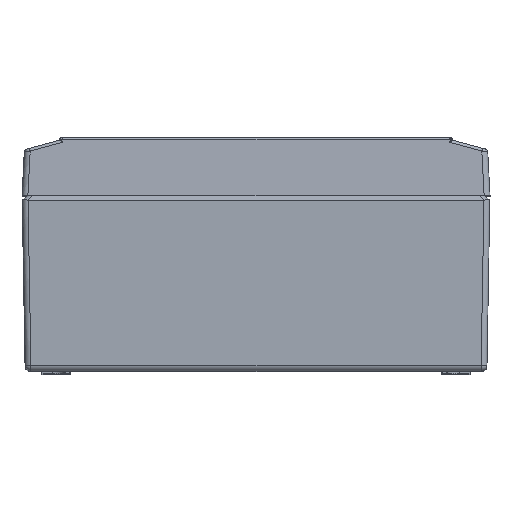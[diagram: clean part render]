
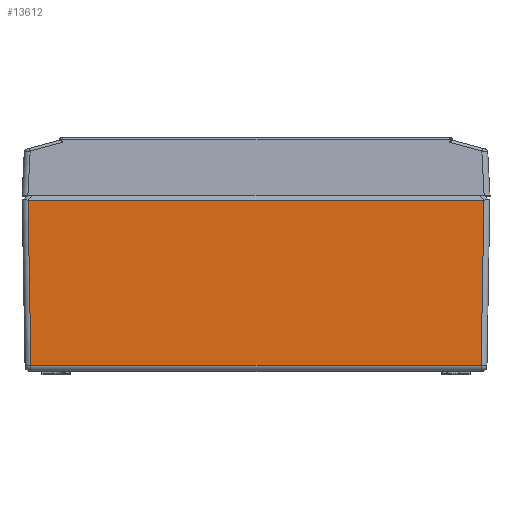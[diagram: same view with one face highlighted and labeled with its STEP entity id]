
A CAD part, top view. The second image highlights one B-rep face of the part: STEP entity #13612.
In plain terms, the highlighted planar face has unit normal (0, -0.018, 1).
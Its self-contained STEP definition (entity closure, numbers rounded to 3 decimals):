
#13597 = VERTEX_POINT ( 'NONE', #29170 ) ;
#13600 = VERTEX_POINT ( 'NONE', #29171 ) ;
#13601 = EDGE_LOOP ( 'NONE', ( #13671, #13670, #13675, #13605 ) ) ;
#13605 = ORIENTED_EDGE ( 'NONE', *, *, #13680, .T. ) ;
#13612 = ADVANCED_FACE ( 'NONE', ( #29196 ), #29176, .T. ) ;
#13622 = VERTEX_POINT ( 'NONE', #29191 ) ;
#13670 = ORIENTED_EDGE ( 'NONE', *, *, #13672, .T. ) ;
#13671 = ORIENTED_EDGE ( 'NONE', *, *, #13673, .T. ) ;
#13672 = EDGE_CURVE ( 'NONE', #13597, #13622, #29363, .T. ) ;
#13673 = EDGE_CURVE ( 'NONE', #13600, #13597, #29348, .T. ) ;
#13674 = VERTEX_POINT ( 'NONE', #29353 ) ;
#13675 = ORIENTED_EDGE ( 'NONE', *, *, #13676, .T. ) ;
#13676 = EDGE_CURVE ( 'NONE', #13622, #13674, #29343, .T. ) ;
#13680 = EDGE_CURVE ( 'NONE', #13674, #13600, #29334, .T. ) ;
#29158 = DIRECTION ( 'NONE',  ( 0., -0.017, 1. ) ) ;
#29159 = CARTESIAN_POINT ( 'NONE',  ( -80., 0., 80. ) ) ;
#29170 = CARTESIAN_POINT ( 'NONE',  ( 76.952, -60.035, 78.952 ) ) ;
#29171 = CARTESIAN_POINT ( 'NONE',  ( -76.952, -60.035, 78.952 ) ) ;
#29176 = PLANE ( 'NONE',  #29187 ) ;
#29181 = DIRECTION ( 'NONE',  ( 0., -1., -0.017 ) ) ;
#29187 = AXIS2_PLACEMENT_3D ( 'NONE', #29159, #29158, #29181 ) ;
#29191 = CARTESIAN_POINT ( 'NONE',  ( 77.939, -3.5, 79.939 ) ) ;
#29196 = FACE_OUTER_BOUND ( 'NONE', #13601, .T. ) ;
#29331 = DIRECTION ( 'NONE',  ( 0.017, -1., -0.017 ) ) ;
#29332 = VECTOR ( 'NONE', #29331, 1000. ) ;
#29333 = CARTESIAN_POINT ( 'NONE',  ( -78.001, 0.035, 80.001 ) ) ;
#29334 = LINE ( 'NONE', #29333, #29332 ) ;
#29338 = DIRECTION ( 'NONE',  ( -1., 0., 0. ) ) ;
#29339 = VECTOR ( 'NONE', #29338, 1000. ) ;
#29341 = CARTESIAN_POINT ( 'NONE',  ( -79.965, -3.5, 79.939 ) ) ;
#29343 = LINE ( 'NONE', #29341, #29339 ) ;
#29345 = DIRECTION ( 'NONE',  ( 1., 0., 0. ) ) ;
#29346 = VECTOR ( 'NONE', #29345, 1000. ) ;
#29347 = CARTESIAN_POINT ( 'NONE',  ( 78.918, -60.035, 78.952 ) ) ;
#29348 = LINE ( 'NONE', #29347, #29346 ) ;
#29351 = DIRECTION ( 'NONE',  ( 0.017, 1., 0.017 ) ) ;
#29352 = VECTOR ( 'NONE', #29351, 1000. ) ;
#29353 = CARTESIAN_POINT ( 'NONE',  ( -77.939, -3.5, 79.939 ) ) ;
#29362 = CARTESIAN_POINT ( 'NONE',  ( 77.952, -2.756, 79.952 ) ) ;
#29363 = LINE ( 'NONE', #29362, #29352 ) ;
